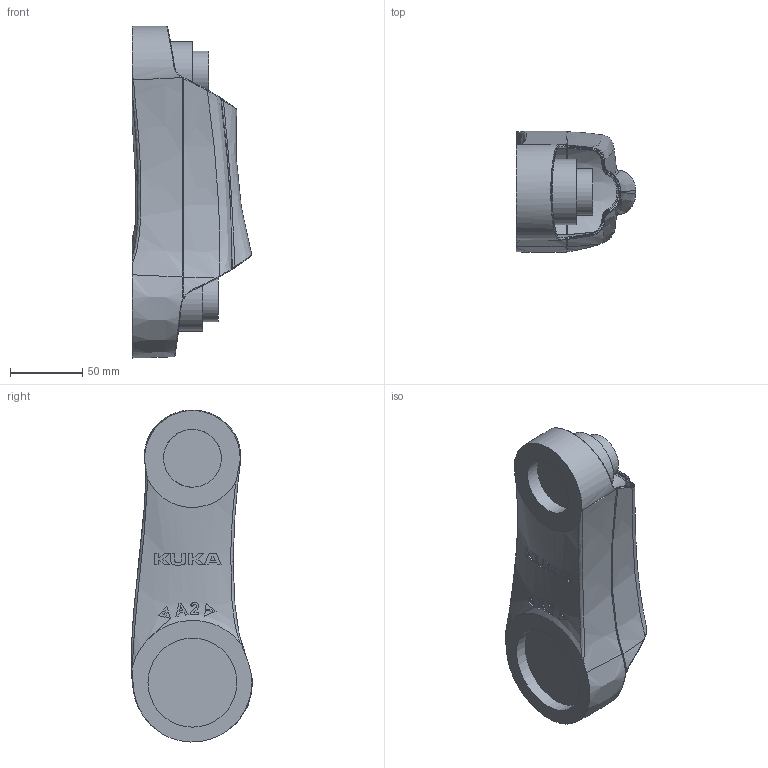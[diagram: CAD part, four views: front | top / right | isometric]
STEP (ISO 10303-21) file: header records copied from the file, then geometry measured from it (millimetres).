
FILE_DESCRIPTION( ( '' ), ' ' );
FILE_NAME( '5858eb6c112be6126affa6c6.step', '2016-12-20T08:27:25', ( '' ), ( '' ), ' ', ' ', ' ' );
FILE_SCHEMA( ( 'AUTOMOTIVE_DESIGN { 1 0 10303 214 1 1 1 1 }' ) );
Length unit declared in the file: metre
Products named in the file (1): Bicep
Bounding box: 82.48 x 83.72 x 229.32 mm (x, y, z)
Volume: 693249.2 mm3; surface area: 79915.4 mm2
Topology: 1 solids, 5 shells, 351 faces, 888 edges, 551 vertices
Faces by surface type: bspline 169, plane 102, cylinder 37, cone 22, revolution 17, extrusion 4
Full cylindrical faces by diameter (mm): 4.2 x4, 31.8 x1, 32 x1, 40 x1, 45.2 x2, 50 x1, 61.5 x1
Entity records: 21737 total; most frequent: CARTESIAN_POINT 12543, ORIENTED_EDGE 1692, EDGE_CURVE 846, DIRECTION 693, B_SPLINE_CURVE_WITH_KNOTS 602, VERTEX_POINT 542, EDGE_LOOP 384, FACE_OUTER_BOUND 363
